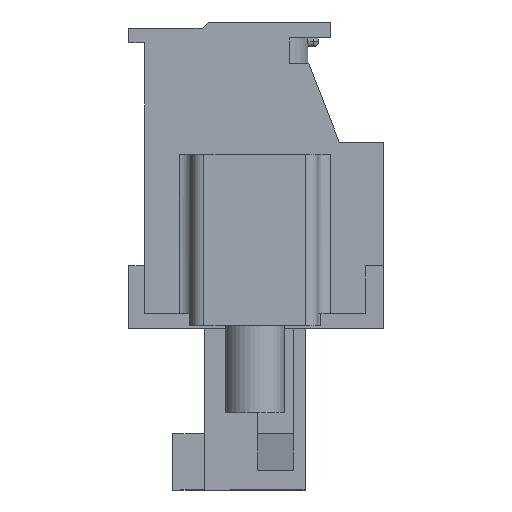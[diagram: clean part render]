
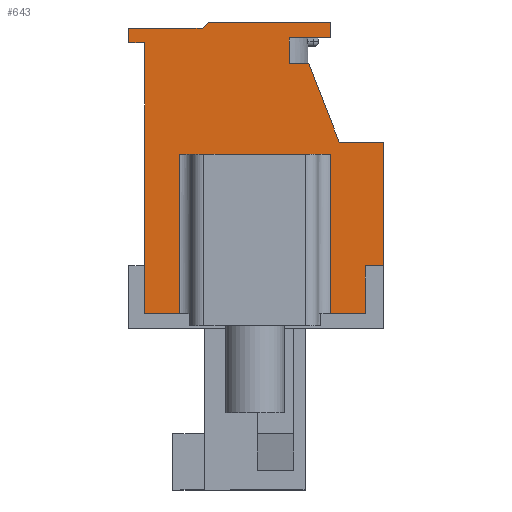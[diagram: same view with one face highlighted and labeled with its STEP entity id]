
A CAD part, left-side view. The second image highlights one B-rep face of the part: STEP entity #643.
In plain terms, the highlighted planar face has unit normal (-1, 0, 0).
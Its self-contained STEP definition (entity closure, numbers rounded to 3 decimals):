
#643 = ADVANCED_FACE( '', ( #1530 ), #1531, .T. );
#1530 = FACE_OUTER_BOUND( '', #2750, .T. );
#1531 = PLANE( '', #2751 );
#2750 = EDGE_LOOP( '', ( #4238, #4239, #4240, #4241, #4242, #4243, #4244, #4245, #4246, #4247, #4248, #4249, #4250, #4251, #4252, #4253, #4254, #4255, #4256, #4257 ) );
#2751 = AXIS2_PLACEMENT_3D( '', #4258, #4259, #4260 );
#4238 = ORIENTED_EDGE( '', *, *, #7695, .F. );
#4239 = ORIENTED_EDGE( '', *, *, #7696, .T. );
#4240 = ORIENTED_EDGE( '', *, *, #7697, .T. );
#4241 = ORIENTED_EDGE( '', *, *, #7698, .T. );
#4242 = ORIENTED_EDGE( '', *, *, #7699, .T. );
#4243 = ORIENTED_EDGE( '', *, *, #7700, .T. );
#4244 = ORIENTED_EDGE( '', *, *, #7701, .T. );
#4245 = ORIENTED_EDGE( '', *, *, #7702, .T. );
#4246 = ORIENTED_EDGE( '', *, *, #7703, .F. );
#4247 = ORIENTED_EDGE( '', *, *, #7704, .T. );
#4248 = ORIENTED_EDGE( '', *, *, #7705, .T. );
#4249 = ORIENTED_EDGE( '', *, *, #7706, .T. );
#4250 = ORIENTED_EDGE( '', *, *, #7707, .T. );
#4251 = ORIENTED_EDGE( '', *, *, #7708, .T. );
#4252 = ORIENTED_EDGE( '', *, *, #7709, .T. );
#4253 = ORIENTED_EDGE( '', *, *, #7710, .T. );
#4254 = ORIENTED_EDGE( '', *, *, #7711, .T. );
#4255 = ORIENTED_EDGE( '', *, *, #7712, .T. );
#4256 = ORIENTED_EDGE( '', *, *, #7713, .T. );
#4257 = ORIENTED_EDGE( '', *, *, #7714, .T. );
#4258 = CARTESIAN_POINT( '', ( -3.81, 0., 0. ) );
#4259 = DIRECTION( '', ( -1., 0., 0. ) );
#4260 = DIRECTION( '', ( 0., 0., 1. ) );
#7695 = EDGE_CURVE( '', #9323, #9324, #9325, .T. );
#7696 = EDGE_CURVE( '', #9323, #9326, #9327, .F. );
#7697 = EDGE_CURVE( '', #9326, #9328, #9329, .T. );
#7698 = EDGE_CURVE( '', #9328, #9330, #9331, .T. );
#7699 = EDGE_CURVE( '', #9330, #9332, #9333, .T. );
#7700 = EDGE_CURVE( '', #9332, #9334, #9335, .T. );
#7701 = EDGE_CURVE( '', #9334, #9336, #9337, .T. );
#7702 = EDGE_CURVE( '', #9336, #9338, #9339, .T. );
#7703 = EDGE_CURVE( '', #9340, #9338, #9341, .T. );
#7704 = EDGE_CURVE( '', #9340, #9342, #9343, .T. );
#7705 = EDGE_CURVE( '', #9342, #9344, #9345, .T. );
#7706 = EDGE_CURVE( '', #9344, #9346, #9347, .T. );
#7707 = EDGE_CURVE( '', #9346, #9348, #9349, .T. );
#7708 = EDGE_CURVE( '', #9348, #9350, #9351, .T. );
#7709 = EDGE_CURVE( '', #9350, #9352, #9353, .T. );
#7710 = EDGE_CURVE( '', #9352, #9354, #9355, .T. );
#7711 = EDGE_CURVE( '', #9354, #9356, #9357, .T. );
#7712 = EDGE_CURVE( '', #9356, #9358, #9359, .T. );
#7713 = EDGE_CURVE( '', #9358, #9360, #9361, .T. );
#7714 = EDGE_CURVE( '', #9360, #9324, #9362, .T. );
#9323 = VERTEX_POINT( '', #11601 );
#9324 = VERTEX_POINT( '', #11602 );
#9325 = LINE( '', #11603, #11604 );
#9326 = VERTEX_POINT( '', #11605 );
#9327 = LINE( '', #11606, #11607 );
#9328 = VERTEX_POINT( '', #11608 );
#9329 = LINE( '', #11609, #11610 );
#9330 = VERTEX_POINT( '', #11611 );
#9331 = LINE( '', #11612, #11613 );
#9332 = VERTEX_POINT( '', #11614 );
#9333 = LINE( '', #11615, #11616 );
#9334 = VERTEX_POINT( '', #11617 );
#9335 = LINE( '', #11618, #11619 );
#9336 = VERTEX_POINT( '', #11620 );
#9337 = LINE( '', #11621, #11622 );
#9338 = VERTEX_POINT( '', #11623 );
#9339 = LINE( '', #11624, #11625 );
#9340 = VERTEX_POINT( '', #11626 );
#9341 = LINE( '', #11627, #11628 );
#9342 = VERTEX_POINT( '', #11629 );
#9343 = LINE( '', #11630, #11631 );
#9344 = VERTEX_POINT( '', #11632 );
#9345 = LINE( '', #11633, #11634 );
#9346 = VERTEX_POINT( '', #11635 );
#9347 = LINE( '', #11636, #11637 );
#9348 = VERTEX_POINT( '', #11638 );
#9349 = LINE( '', #11639, #11640 );
#9350 = VERTEX_POINT( '', #11641 );
#9351 = LINE( '', #11642, #11643 );
#9352 = VERTEX_POINT( '', #11644 );
#9353 = LINE( '', #11645, #11646 );
#9354 = VERTEX_POINT( '', #11647 );
#9355 = LINE( '', #11648, #11649 );
#9356 = VERTEX_POINT( '', #11650 );
#9357 = LINE( '', #11651, #11652 );
#9358 = VERTEX_POINT( '', #11653 );
#9359 = LINE( '', #11654, #11655 );
#9360 = VERTEX_POINT( '', #11656 );
#9361 = LINE( '', #11657, #11658 );
#9362 = LINE( '', #11659, #11660 );
#11601 = CARTESIAN_POINT( '', ( -3.81, -3.075, 0.975 ) );
#11602 = CARTESIAN_POINT( '', ( -3.81, 3.075, 0.975 ) );
#11603 = CARTESIAN_POINT( '', ( -3.81, -2.575, 0.975 ) );
#11604 = VECTOR( '', #14337, 1000. );
#11605 = CARTESIAN_POINT( '', ( -3.81, -3.075, -5.525 ) );
#11606 = CARTESIAN_POINT( '', ( -3.81, -3.075, -5.525 ) );
#11607 = VECTOR( '', #14338, 1000. );
#11608 = CARTESIAN_POINT( '', ( -3.81, -4.5, -5.525 ) );
#11609 = CARTESIAN_POINT( '', ( -3.81, 4.5, -5.525 ) );
#11610 = VECTOR( '', #14339, 1000. );
#11611 = CARTESIAN_POINT( '', ( -3.81, -4.5, -3.575 ) );
#11612 = CARTESIAN_POINT( '', ( -3.81, -4.5, -5.525 ) );
#11613 = VECTOR( '', #14340, 1000. );
#11614 = CARTESIAN_POINT( '', ( -3.81, -5.25, -3.575 ) );
#11615 = CARTESIAN_POINT( '', ( -3.81, -4.5, -3.575 ) );
#11616 = VECTOR( '', #14341, 1000. );
#11617 = CARTESIAN_POINT( '', ( -3.81, -5.25, 1.475 ) );
#11618 = CARTESIAN_POINT( '', ( -3.81, -5.25, -3.575 ) );
#11619 = VECTOR( '', #14342, 1000. );
#11620 = CARTESIAN_POINT( '', ( -3.81, -3.45, 1.475 ) );
#11621 = CARTESIAN_POINT( '', ( -3.81, -5.25, 1.475 ) );
#11622 = VECTOR( '', #14343, 1000. );
#11623 = CARTESIAN_POINT( '', ( -3.81, -2.2, 4.675 ) );
#11624 = CARTESIAN_POINT( '', ( -3.81, -3.45, 1.475 ) );
#11625 = VECTOR( '', #14344, 1000. );
#11626 = CARTESIAN_POINT( '', ( -3.81, -1.4, 4.675 ) );
#11627 = CARTESIAN_POINT( '', ( -3.81, -1.4, 4.675 ) );
#11628 = VECTOR( '', #14345, 1000. );
#11629 = CARTESIAN_POINT( '', ( -3.81, -1.4, 5.725 ) );
#11630 = CARTESIAN_POINT( '', ( -3.81, -1.4, 4.675 ) );
#11631 = VECTOR( '', #14346, 1000. );
#11632 = CARTESIAN_POINT( '', ( -3.81, -3.1, 5.725 ) );
#11633 = CARTESIAN_POINT( '', ( -3.81, -2.2, 5.725 ) );
#11634 = VECTOR( '', #14347, 1000. );
#11635 = CARTESIAN_POINT( '', ( -3.81, -3.1, 6.375 ) );
#11636 = CARTESIAN_POINT( '', ( -3.81, -3.1, 5.725 ) );
#11637 = VECTOR( '', #14348, 1000. );
#11638 = CARTESIAN_POINT( '', ( -3.81, 1.9, 6.375 ) );
#11639 = CARTESIAN_POINT( '', ( -3.81, -3.1, 6.375 ) );
#11640 = VECTOR( '', #14349, 1000. );
#11641 = CARTESIAN_POINT( '', ( -3.81, 2.153, 6.125 ) );
#11642 = CARTESIAN_POINT( '', ( -3.81, 1.9, 6.375 ) );
#11643 = VECTOR( '', #14350, 1000. );
#11644 = CARTESIAN_POINT( '', ( -3.81, 5.15, 6.125 ) );
#11645 = CARTESIAN_POINT( '', ( -3.81, 2.153, 6.125 ) );
#11646 = VECTOR( '', #14351, 1000. );
#11647 = CARTESIAN_POINT( '', ( -3.81, 5.15, 5.525 ) );
#11648 = CARTESIAN_POINT( '', ( -3.81, 5.15, 6.125 ) );
#11649 = VECTOR( '', #14352, 1000. );
#11650 = CARTESIAN_POINT( '', ( -3.81, 4.5, 5.525 ) );
#11651 = CARTESIAN_POINT( '', ( -3.81, 5.15, 5.525 ) );
#11652 = VECTOR( '', #14353, 1000. );
#11653 = CARTESIAN_POINT( '', ( -3.81, 4.5, -5.525 ) );
#11654 = CARTESIAN_POINT( '', ( -3.81, 4.5, 5.525 ) );
#11655 = VECTOR( '', #14354, 1000. );
#11656 = CARTESIAN_POINT( '', ( -3.81, 3.075, -5.525 ) );
#11657 = CARTESIAN_POINT( '', ( -3.81, 4.5, -5.525 ) );
#11658 = VECTOR( '', #14355, 1000. );
#11659 = CARTESIAN_POINT( '', ( -3.81, 3.075, 0. ) );
#11660 = VECTOR( '', #14356, 1000. );
#14337 = DIRECTION( '', ( 0., 1., 0. ) );
#14338 = DIRECTION( '', ( 0., 0., 1. ) );
#14339 = DIRECTION( '', ( 0., -1., 0. ) );
#14340 = DIRECTION( '', ( 0., 0., 1. ) );
#14341 = DIRECTION( '', ( 0., -1., 0. ) );
#14342 = DIRECTION( '', ( 0., 0., 1. ) );
#14343 = DIRECTION( '', ( 0., 1., 0. ) );
#14344 = DIRECTION( '', ( 0., 0.364, 0.931 ) );
#14345 = DIRECTION( '', ( 0., -1., 0. ) );
#14346 = DIRECTION( '', ( 0., 0., 1. ) );
#14347 = DIRECTION( '', ( 0., -1., 0. ) );
#14348 = DIRECTION( '', ( 0., 0., 1. ) );
#14349 = DIRECTION( '', ( 0., 1., 0. ) );
#14350 = DIRECTION( '', ( 0., 0.711, -0.704 ) );
#14351 = DIRECTION( '', ( 0., 1., 0. ) );
#14352 = DIRECTION( '', ( 0., 0., -1. ) );
#14353 = DIRECTION( '', ( 0., -1., 0. ) );
#14354 = DIRECTION( '', ( 0., 0., -1. ) );
#14355 = DIRECTION( '', ( 0., -1., 0. ) );
#14356 = DIRECTION( '', ( 0., 0., 1. ) );
